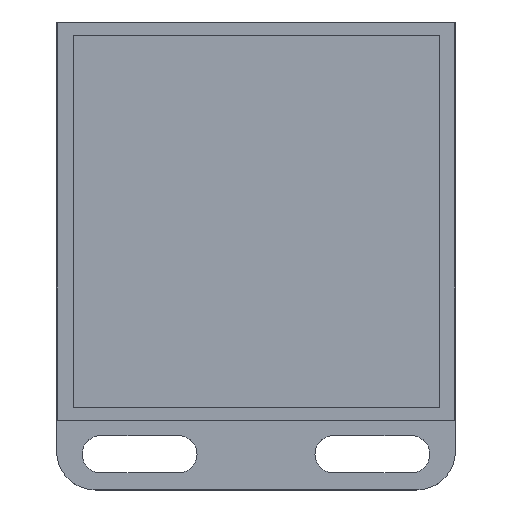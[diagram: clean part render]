
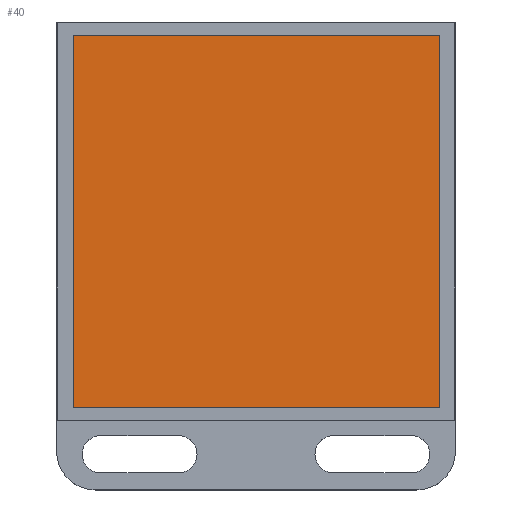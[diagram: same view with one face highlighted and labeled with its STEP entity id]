
A CAD part, top view. The second image highlights one B-rep face of the part: STEP entity #40.
In plain terms, the highlighted planar face has unit normal (0, 0, 1).
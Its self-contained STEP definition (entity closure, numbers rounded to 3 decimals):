
#3 = DIRECTION ( 'NONE',  ( 0., -1., 0. ) ) ;
#23 = LINE ( 'NONE', #746, #619 ) ;
#40 = ADVANCED_FACE ( 'NONE', ( #925 ), #108, .T. ) ;
#108 = PLANE ( 'NONE',  #689 ) ;
#147 = EDGE_LOOP ( 'NONE', ( #513, #363, #624, #715 ) ) ;
#154 = VECTOR ( 'NONE', #822, 1000. ) ;
#155 = DIRECTION ( 'NONE',  ( -1., 0., 0. ) ) ;
#200 = DIRECTION ( 'NONE',  ( 0., 0., 1. ) ) ;
#212 = EDGE_CURVE ( 'NONE', #631, #352, #23, .T. ) ;
#225 = LINE ( 'NONE', #857, #617 ) ;
#236 = LINE ( 'NONE', #528, #154 ) ;
#253 = CARTESIAN_POINT ( 'NONE',  ( -23.55, 28.4, 7.8 ) ) ;
#274 = CARTESIAN_POINT ( 'NONE',  ( 0., 0., 7.8 ) ) ;
#283 = CARTESIAN_POINT ( 'NONE',  ( -23.55, 28.4, 7.8 ) ) ;
#299 = VECTOR ( 'NONE', #155, 1000. ) ;
#352 = VERTEX_POINT ( 'NONE', #917 ) ;
#363 = ORIENTED_EDGE ( 'NONE', *, *, #882, .T. ) ;
#430 = CARTESIAN_POINT ( 'NONE',  ( -23.55, -19.5, 7.8 ) ) ;
#491 = DIRECTION ( 'NONE',  ( 1., 0., 0. ) ) ;
#509 = EDGE_CURVE ( 'NONE', #710, #740, #225, .T. ) ;
#513 = ORIENTED_EDGE ( 'NONE', *, *, #509, .T. ) ;
#528 = CARTESIAN_POINT ( 'NONE',  ( -23.55, -19.5, 7.8 ) ) ;
#617 = VECTOR ( 'NONE', #3, 1000. ) ;
#619 = VECTOR ( 'NONE', #899, 1000. ) ;
#624 = ORIENTED_EDGE ( 'NONE', *, *, #212, .T. ) ;
#631 = VERTEX_POINT ( 'NONE', #723 ) ;
#689 = AXIS2_PLACEMENT_3D ( 'NONE', #274, #200, #491 ) ;
#710 = VERTEX_POINT ( 'NONE', #283 ) ;
#715 = ORIENTED_EDGE ( 'NONE', *, *, #862, .T. ) ;
#723 = CARTESIAN_POINT ( 'NONE',  ( 23.7, -19.5, 7.8 ) ) ;
#740 = VERTEX_POINT ( 'NONE', #430 ) ;
#746 = CARTESIAN_POINT ( 'NONE',  ( 23.7, 28.4, 7.8 ) ) ;
#822 = DIRECTION ( 'NONE',  ( 1., 0., 0. ) ) ;
#857 = CARTESIAN_POINT ( 'NONE',  ( -23.55, 28.4, 7.8 ) ) ;
#862 = EDGE_CURVE ( 'NONE', #352, #710, #906, .T. ) ;
#882 = EDGE_CURVE ( 'NONE', #740, #631, #236, .T. ) ;
#899 = DIRECTION ( 'NONE',  ( 0., 1., 0. ) ) ;
#906 = LINE ( 'NONE', #253, #299 ) ;
#917 = CARTESIAN_POINT ( 'NONE',  ( 23.7, 28.4, 7.8 ) ) ;
#925 = FACE_OUTER_BOUND ( 'NONE', #147, .T. ) ;
